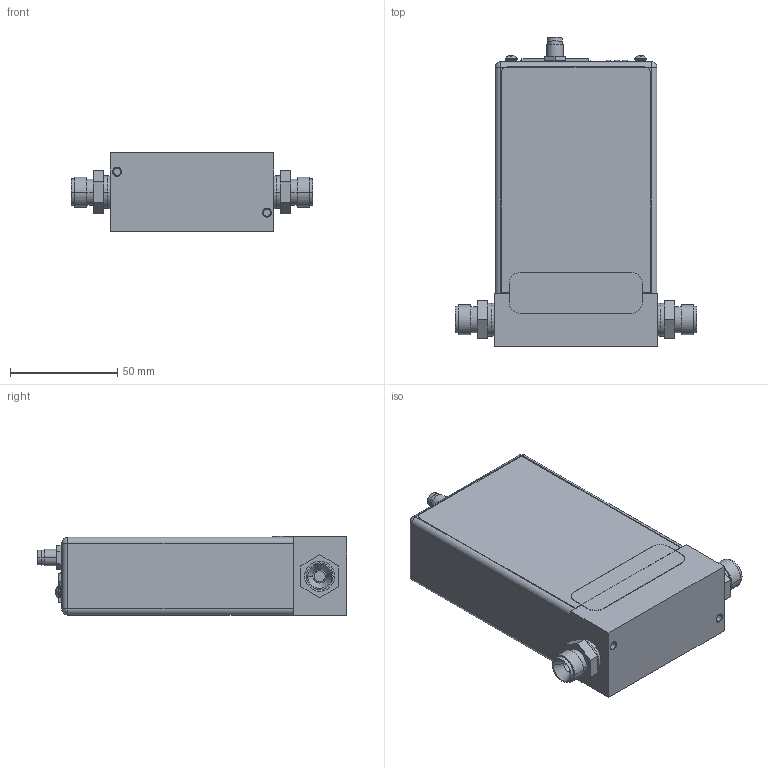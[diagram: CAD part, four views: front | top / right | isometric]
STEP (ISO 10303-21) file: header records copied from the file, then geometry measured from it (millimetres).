
FILE_DESCRIPTION((''),'2;1');
FILE_NAME('GE50A_ETHERCAT_5-PIN_1-8_TUBE_ASM','2014-09-25T',('cockrofm'),(''),'PRO/ENGINEER BY PARAMETRIC TECHNOLOGY CORPORATION, 2011490','PRO/ENGINEER BY PARAMETRIC TECHNOLOGY CORPORATION, 2011490','');
FILE_SCHEMA(('CONFIG_CONTROL_DESIGN'));
Length unit declared in the file: inch
Products named in the file (25): 1041553_FLOWBODY_NOT-USED_2; 119643-P3_1; 1053479_RJ45_DOUBLE_CONN_1; PRT0050; 1053737-002_ASM_2_ASM_ASM; 1053764_ENCLOSURE_ETHERCAT_1; PRT0051; 1053560_LABEL_TOP_ETHERCAT_1; 1055979_PWB_1; 1054851_1; 1054847_NUT_1; 1043471_LED_1; 1043472_LED_1; 1053585_SWITCH_1; 1055980_CCA_ASSY_ASM_1_ASM_ASM; 1200905080_1; 1200905080_NUT_1; 1053806_LABEL_1; PRT0052; PRT0053; PLP2-215_1; 1040814_FOR_STP_ASM_2_ASM_ASM; GE50A_ETHERCAT_5-PIN_4VCR_ASM_ASM; 116158-P2_FTTNG-SWGLCK; GE50A_ETHERCAT_5-PIN_1-8_TUBE_ASM
Assembly tree (31 placements, depth 5):
  GE50A_ETHERCAT_5-PIN_1-8_TUBE_ASM
    GE50A_ETHERCAT_5-PIN_4VCR_ASM_ASM
      1040814_FOR_STP_ASM_2_ASM_ASM
        1041553_FLOWBODY_NOT-USED_2
        119643-P3_1
        1053737-002_ASM_2_ASM_ASM
          1053479_RJ45_DOUBLE_CONN_1
          PRT0050
        1053764_ENCLOSURE_ETHERCAT_1
        PRT0051
        1053560_LABEL_TOP_ETHERCAT_1
        1055980_CCA_ASSY_ASM_1_ASM_ASM
          1055979_PWB_1
          1054851_1
          1054847_NUT_1
          1043471_LED_1
          1043472_LED_1  x2
          1053585_SWITCH_1  x3
        1200905080_1
        1200905080_NUT_1
        1053806_LABEL_1
        PRT0052
        PRT0053  x2
        PLP2-215_1  x3
    116158-P2_FTTNG-SWGLCK  x2
Bounding box: 112.78 x 144.53 x 37.08 mm (x, y, z)
Volume: 106709.1 mm3; surface area: 111619.2 mm2
Topology: 27 solids, 29 shells, 980 faces, 2369 edges, 1504 vertices
Faces by surface type: plane 605, cylinder 277, extrusion 40, cone 24, torus 20, sphere 14
Entity records: 23491 total; most frequent: CARTESIAN_POINT 4406, DIRECTION 3996, ORIENTED_EDGE 3710, EDGE_CURVE 1859, AXIS2_PLACEMENT_3D 1347, VECTOR 1302, LINE 1282, VERTEX_POINT 1192
